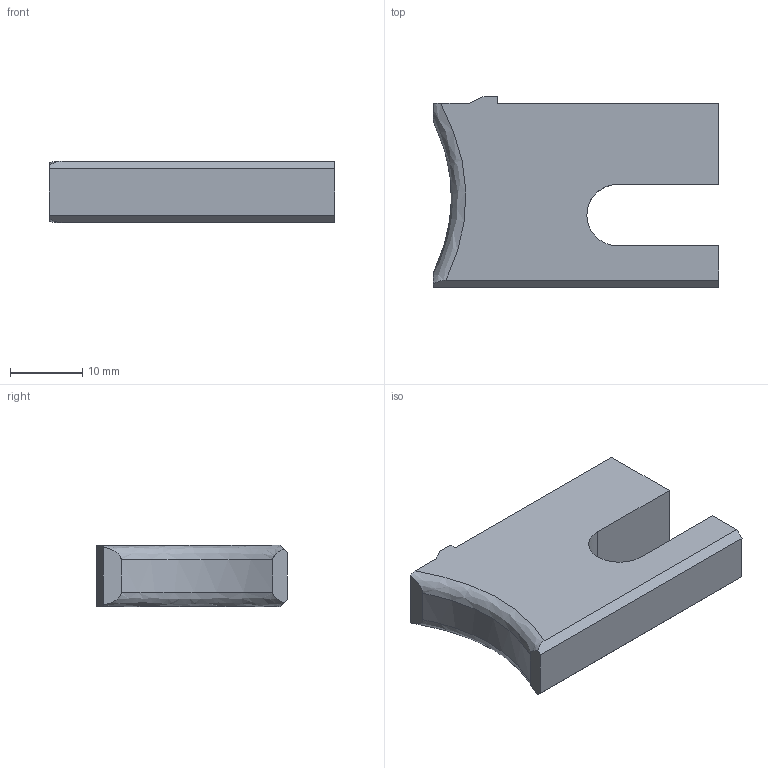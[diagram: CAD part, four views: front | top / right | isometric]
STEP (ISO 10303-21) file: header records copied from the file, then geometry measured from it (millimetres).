
FILE_DESCRIPTION(/* description */ (''),/* implementation_level */ '2;1');
FILE_NAME(/* name */ 'shirdaltrigger v1.step',/* time_stamp */ '2022-11-20T14:58:12-05:00',/* author */ (''),/* organization */ (''),/* preprocessor_version */ 'ST-DEVELOPER v19.2',/* originating_system */ 'Autodesk Translation Framework v11.17.0.187',/* authorisation */ '');
FILE_SCHEMA (('AUTOMOTIVE_DESIGN { 1 0 10303 214 3 1 1 }'));
Length unit declared in the file: millimetre
Products named in the file (1): shirdaltrigger
Bounding box: 39.5 x 26.4 x 8.5 mm (x, y, z)
Volume: 6723.2 mm3; surface area: 3175.9 mm2
Topology: 1 solids, 2 shells, 25 faces, 60 edges, 40 vertices
Faces by surface type: plane 19, cylinder 3, bspline 3
Full cylindrical faces by diameter (mm): 6 x2
Entity records: 968 total; most frequent: CARTESIAN_POINT 372, ORIENTED_EDGE 120, DIRECTION 98, EDGE_CURVE 60, LINE 42, VECTOR 42, VERTEX_POINT 40, AXIS2_PLACEMENT_3D 28
